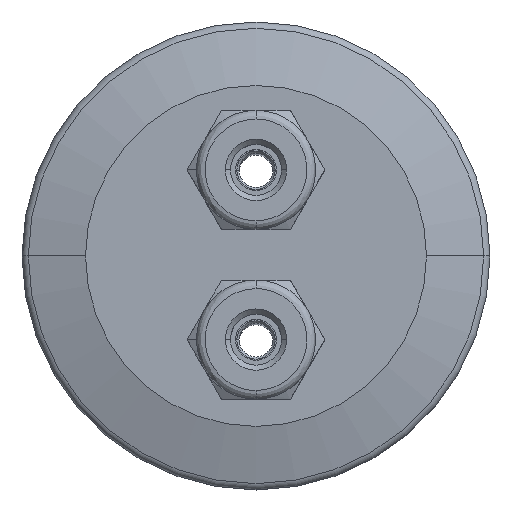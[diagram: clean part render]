
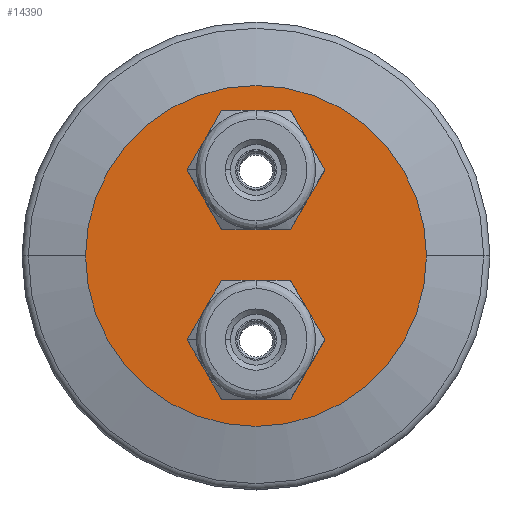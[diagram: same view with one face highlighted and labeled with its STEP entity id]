
A CAD part, top view. The second image highlights one B-rep face of the part: STEP entity #14390.
In plain terms, the highlighted planar face has unit normal (0, 0, 1).
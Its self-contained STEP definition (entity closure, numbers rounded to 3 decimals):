
#318 = EDGE_LOOP ( 'NONE', ( #6494, #6425 ) ) ;
#1465 = FACE_BOUND ( 'NONE', #318, .T. ) ;
#1679 = DIRECTION ( 'NONE',  ( 0., 0., 1. ) ) ;
#2818 = CIRCLE ( 'NONE', #6067, 6.35 ) ;
#2828 = EDGE_CURVE ( 'NONE', #4676, #5129, #2818, .T. ) ;
#2900 = EDGE_CURVE ( 'NONE', #13154, #10746, #10390, .T. ) ;
#2979 = CARTESIAN_POINT ( 'NONE',  ( -6.35, -10., 0. ) ) ;
#3054 = DIRECTION ( 'NONE',  ( 0., 0., -1. ) ) ;
#3119 = EDGE_CURVE ( 'NONE', #8381, #10844, #4168, .T. ) ;
#3647 = DIRECTION ( 'NONE',  ( 1., 0., 0. ) ) ;
#3685 = DIRECTION ( 'NONE',  ( 0., 0., 1. ) ) ;
#3719 = CARTESIAN_POINT ( 'NONE',  ( 0., 10., 0. ) ) ;
#3755 = CIRCLE ( 'NONE', #11184, 6.35 ) ;
#3872 = EDGE_CURVE ( 'NONE', #5129, #4676, #8107, .T. ) ;
#3878 = EDGE_CURVE ( 'NONE', #10746, #13154, #13265, .T. ) ;
#3980 = DIRECTION ( 'NONE',  ( 0., 0., -1. ) ) ;
#4096 = CARTESIAN_POINT ( 'NONE',  ( 0., 0., 0. ) ) ;
#4168 = CIRCLE ( 'NONE', #4482, 6.35 ) ;
#4235 = CARTESIAN_POINT ( 'NONE',  ( 6.35, 10., 0. ) ) ;
#4272 = CARTESIAN_POINT ( 'NONE',  ( 20.035, 0., 0. ) ) ;
#4482 = AXIS2_PLACEMENT_3D ( 'NONE', #10961, #3054, #12182 ) ;
#4676 = VERTEX_POINT ( 'NONE', #4235 ) ;
#4723 = FACE_OUTER_BOUND ( 'NONE', #5833, .T. ) ;
#4793 = AXIS2_PLACEMENT_3D ( 'NONE', #5040, #13887, #6392 ) ;
#4906 = AXIS2_PLACEMENT_3D ( 'NONE', #11834, #3980, #13020 ) ;
#5040 = CARTESIAN_POINT ( 'NONE',  ( 0., 0., 0. ) ) ;
#5129 = VERTEX_POINT ( 'NONE', #7424 ) ;
#5486 = DIRECTION ( 'NONE',  ( -1., 0., 0. ) ) ;
#5833 = EDGE_LOOP ( 'NONE', ( #6382, #6282 ) ) ;
#5969 = EDGE_LOOP ( 'NONE', ( #6663, #6542 ) ) ;
#6067 = AXIS2_PLACEMENT_3D ( 'NONE', #3719, #3685, #3647 ) ;
#6282 = ORIENTED_EDGE ( 'NONE', *, *, #3878, .F. ) ;
#6382 = ORIENTED_EDGE ( 'NONE', *, *, #2900, .F. ) ;
#6392 = DIRECTION ( 'NONE',  ( -1., 0., 0. ) ) ;
#6425 = ORIENTED_EDGE ( 'NONE', *, *, #8988, .T. ) ;
#6494 = ORIENTED_EDGE ( 'NONE', *, *, #3119, .T. ) ;
#6542 = ORIENTED_EDGE ( 'NONE', *, *, #2828, .F. ) ;
#6663 = ORIENTED_EDGE ( 'NONE', *, *, #3872, .F. ) ;
#6674 = DIRECTION ( 'NONE',  ( 0., 0., -1. ) ) ;
#7424 = CARTESIAN_POINT ( 'NONE',  ( -6.35, 10., 0. ) ) ;
#8107 = CIRCLE ( 'NONE', #11070, 6.35 ) ;
#8381 = VERTEX_POINT ( 'NONE', #2979 ) ;
#8439 = CARTESIAN_POINT ( 'NONE',  ( -20.035, 0., 0. ) ) ;
#8988 = EDGE_CURVE ( 'NONE', #10844, #8381, #3755, .T. ) ;
#9420 = CARTESIAN_POINT ( 'NONE',  ( 0., 10., 0. ) ) ;
#10390 = CIRCLE ( 'NONE', #4793, 20.035 ) ;
#10732 = DIRECTION ( 'NONE',  ( 1., 0., 0. ) ) ;
#10746 = VERTEX_POINT ( 'NONE', #4272 ) ;
#10844 = VERTEX_POINT ( 'NONE', #13415 ) ;
#10961 = CARTESIAN_POINT ( 'NONE',  ( 0., -10., 0. ) ) ;
#11047 = AXIS2_PLACEMENT_3D ( 'NONE', #4096, #13115, #5486 ) ;
#11070 = AXIS2_PLACEMENT_3D ( 'NONE', #9420, #1679, #10732 ) ;
#11184 = AXIS2_PLACEMENT_3D ( 'NONE', #14121, #6674, #15221 ) ;
#11682 = FACE_BOUND ( 'NONE', #5969, .T. ) ;
#11834 = CARTESIAN_POINT ( 'NONE',  ( 20.035, 0., 0. ) ) ;
#12182 = DIRECTION ( 'NONE',  ( -1., 0., 0. ) ) ;
#13020 = DIRECTION ( 'NONE',  ( -1., 0., 0. ) ) ;
#13115 = DIRECTION ( 'NONE',  ( 0., 0., -1. ) ) ;
#13154 = VERTEX_POINT ( 'NONE', #8439 ) ;
#13265 = CIRCLE ( 'NONE', #11047, 20.035 ) ;
#13415 = CARTESIAN_POINT ( 'NONE',  ( 6.35, -10., 0. ) ) ;
#13887 = DIRECTION ( 'NONE',  ( 0., 0., -1. ) ) ;
#14088 = PLANE ( 'NONE',  #4906 ) ;
#14121 = CARTESIAN_POINT ( 'NONE',  ( 0., -10., 0. ) ) ;
#14390 = ADVANCED_FACE ( 'NONE', ( #11682, #1465, #4723 ), #14088, .F. ) ;
#15221 = DIRECTION ( 'NONE',  ( -1., 0., 0. ) ) ;
